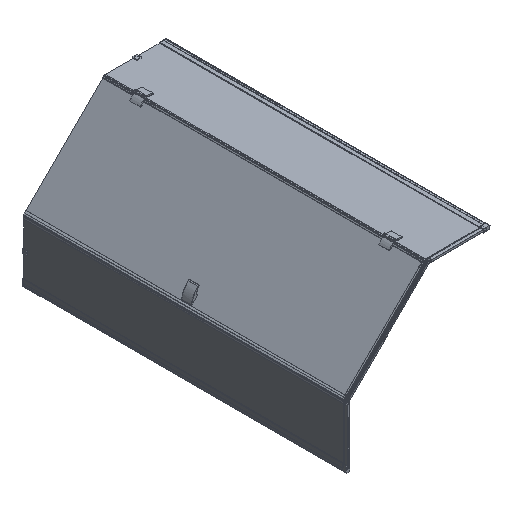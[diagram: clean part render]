
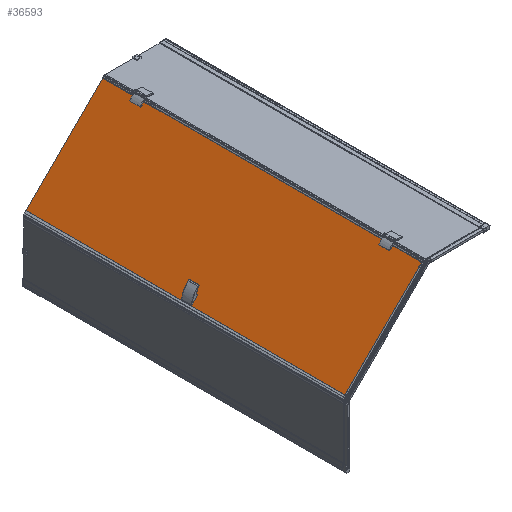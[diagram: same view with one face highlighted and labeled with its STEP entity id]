
A CAD part, isometric view. The second image highlights one B-rep face of the part: STEP entity #36593.
In plain terms, the highlighted face is planar.
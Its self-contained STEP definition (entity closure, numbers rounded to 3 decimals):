
#36030=DIRECTION('',(0.,-1.,0.));
#36031=VECTOR('',#36030,1932.);
#36032=CARTESIAN_POINT('',(-337.5,966.,6.));
#36033=LINE('',#36032,#36031);
#36037=DIRECTION('',(-1.,0.,0.));
#36038=VECTOR('',#36037,675.);
#36039=CARTESIAN_POINT('',(337.5,966.,6.));
#36040=LINE('',#36039,#36038);
#36044=DIRECTION('',(0.,1.,0.));
#36045=VECTOR('',#36044,1932.);
#36046=CARTESIAN_POINT('',(337.5,-966.,6.));
#36047=LINE('',#36046,#36045);
#36051=DIRECTION('',(1.,0.,0.));
#36052=VECTOR('',#36051,675.);
#36053=CARTESIAN_POINT('',(-337.5,-966.,6.));
#36054=LINE('',#36053,#36052);
#36058=CARTESIAN_POINT('',(313.5,766.,6.));
#36059=DIRECTION('',(0.,0.,1.));
#36060=DIRECTION('',(1.,0.,0.));
#36061=AXIS2_PLACEMENT_3D('',#36058,#36059,#36060);
#36066=CARTESIAN_POINT('',(313.5,766.,6.));
#36067=DIRECTION('',(0.,0.,1.));
#36068=DIRECTION('',(-1.,0.,0.));
#36069=AXIS2_PLACEMENT_3D('',#36066,#36067,#36068);
#36074=CARTESIAN_POINT('',(313.5,734.,6.));
#36075=DIRECTION('',(0.,0.,1.));
#36076=DIRECTION('',(1.,0.,0.));
#36077=AXIS2_PLACEMENT_3D('',#36074,#36075,#36076);
#36082=CARTESIAN_POINT('',(313.5,734.,6.));
#36083=DIRECTION('',(0.,0.,1.));
#36084=DIRECTION('',(-1.,0.,0.));
#36085=AXIS2_PLACEMENT_3D('',#36082,#36083,#36084);
#36090=CARTESIAN_POINT('',(313.5,-766.,6.));
#36091=DIRECTION('',(0.,0.,-1.));
#36092=DIRECTION('',(1.,0.,0.));
#36093=AXIS2_PLACEMENT_3D('',#36090,#36091,#36092);
#36098=CARTESIAN_POINT('',(313.5,-766.,6.));
#36099=DIRECTION('',(0.,0.,-1.));
#36100=DIRECTION('',(-1.,0.,0.));
#36101=AXIS2_PLACEMENT_3D('',#36098,#36099,#36100);
#36106=CARTESIAN_POINT('',(313.5,-734.,6.));
#36107=DIRECTION('',(0.,0.,-1.));
#36108=DIRECTION('',(1.,0.,0.));
#36109=AXIS2_PLACEMENT_3D('',#36106,#36107,#36108);
#36114=CARTESIAN_POINT('',(313.5,-734.,6.));
#36115=DIRECTION('',(0.,0.,-1.));
#36116=DIRECTION('',(-1.,0.,0.));
#36117=AXIS2_PLACEMENT_3D('',#36114,#36115,#36116);
#36122=CARTESIAN_POINT('',(-297.5,17.5,6.));
#36123=DIRECTION('',(0.,0.,1.));
#36124=DIRECTION('',(1.,0.,0.));
#36125=AXIS2_PLACEMENT_3D('',#36122,#36123,#36124);
#36130=CARTESIAN_POINT('',(-297.5,17.5,6.));
#36131=DIRECTION('',(0.,0.,1.));
#36132=DIRECTION('',(-1.,0.,0.));
#36133=AXIS2_PLACEMENT_3D('',#36130,#36131,#36132);
#36138=CARTESIAN_POINT('',(-297.5,-17.5,6.));
#36139=DIRECTION('',(0.,0.,1.));
#36140=DIRECTION('',(1.,0.,0.));
#36141=AXIS2_PLACEMENT_3D('',#36138,#36139,#36140);
#36146=CARTESIAN_POINT('',(-297.5,-17.5,6.));
#36147=DIRECTION('',(0.,0.,1.));
#36148=DIRECTION('',(-1.,0.,0.));
#36149=AXIS2_PLACEMENT_3D('',#36146,#36147,#36148);
#36366=CARTESIAN_POINT('',(-337.5,966.,6.));
#36367=CARTESIAN_POINT('',(-337.5,-966.,6.));
#36368=VERTEX_POINT('',#36366);
#36369=VERTEX_POINT('',#36367);
#36370=CARTESIAN_POINT('',(337.5,-966.,6.));
#36371=VERTEX_POINT('',#36370);
#36372=CARTESIAN_POINT('',(337.5,966.,6.));
#36373=VERTEX_POINT('',#36372);
#36382=CARTESIAN_POINT('',(320.5,766.,6.));
#36383=CARTESIAN_POINT('',(306.5,766.,6.));
#36384=VERTEX_POINT('',#36382);
#36385=VERTEX_POINT('',#36383);
#36390=CARTESIAN_POINT('',(320.5,734.,6.));
#36391=VERTEX_POINT('',#36390);
#36394=CARTESIAN_POINT('',(306.5,734.,6.));
#36395=VERTEX_POINT('',#36394);
#36402=CARTESIAN_POINT('',(320.5,-766.,6.));
#36403=VERTEX_POINT('',#36402);
#36406=CARTESIAN_POINT('',(306.5,-766.,6.));
#36407=VERTEX_POINT('',#36406);
#36414=CARTESIAN_POINT('',(320.5,-734.,6.));
#36415=VERTEX_POINT('',#36414);
#36418=CARTESIAN_POINT('',(306.5,-734.,6.));
#36419=VERTEX_POINT('',#36418);
#36430=CARTESIAN_POINT('',(-292.5,17.5,6.));
#36431=CARTESIAN_POINT('',(-302.5,17.5,6.));
#36432=VERTEX_POINT('',#36430);
#36433=VERTEX_POINT('',#36431);
#36434=CARTESIAN_POINT('',(-292.5,-17.5,6.));
#36435=CARTESIAN_POINT('',(-302.5,-17.5,6.));
#36436=VERTEX_POINT('',#36434);
#36437=VERTEX_POINT('',#36435);
#36546=CARTESIAN_POINT('',(0.,0.,6.));
#36547=DIRECTION('',(0.,0.,1.));
#36548=DIRECTION('',(1.,0.,0.));
#36549=AXIS2_PLACEMENT_3D('',#36546,#36547,#36548);
#36550=PLANE('',#36549);
#36551=ORIENTED_EDGE('',*,*,#36498,.F.);
#36552=ORIENTED_EDGE('',*,*,#36513,.F.);
#36553=ORIENTED_EDGE('',*,*,#36527,.F.);
#36554=ORIENTED_EDGE('',*,*,#36540,.F.);
#36555=EDGE_LOOP('',(#36551,#36552,#36553,#36554));
#36556=FACE_OUTER_BOUND('',#36555,.F.);
#36558=ORIENTED_EDGE('',*,*,#36557,.T.);
#36560=ORIENTED_EDGE('',*,*,#36559,.T.);
#36561=EDGE_LOOP('',(#36558,#36560));
#36562=FACE_BOUND('',#36561,.F.);
#36564=ORIENTED_EDGE('',*,*,#36563,.T.);
#36566=ORIENTED_EDGE('',*,*,#36565,.T.);
#36567=EDGE_LOOP('',(#36564,#36566));
#36568=FACE_BOUND('',#36567,.F.);
#36570=ORIENTED_EDGE('',*,*,#36569,.F.);
#36572=ORIENTED_EDGE('',*,*,#36571,.F.);
#36573=EDGE_LOOP('',(#36570,#36572));
#36574=FACE_BOUND('',#36573,.F.);
#36576=ORIENTED_EDGE('',*,*,#36575,.F.);
#36578=ORIENTED_EDGE('',*,*,#36577,.F.);
#36579=EDGE_LOOP('',(#36576,#36578));
#36580=FACE_BOUND('',#36579,.F.);
#36582=ORIENTED_EDGE('',*,*,#36581,.T.);
#36584=ORIENTED_EDGE('',*,*,#36583,.T.);
#36585=EDGE_LOOP('',(#36582,#36584));
#36586=FACE_BOUND('',#36585,.F.);
#36588=ORIENTED_EDGE('',*,*,#36587,.T.);
#36590=ORIENTED_EDGE('',*,*,#36589,.T.);
#36591=EDGE_LOOP('',(#36588,#36590));
#36592=FACE_BOUND('',#36591,.F.);
#36062=CIRCLE('',#36061,7.);
#36070=CIRCLE('',#36069,7.);
#36078=CIRCLE('',#36077,7.);
#36086=CIRCLE('',#36085,7.);
#36094=CIRCLE('',#36093,7.);
#36102=CIRCLE('',#36101,7.);
#36110=CIRCLE('',#36109,7.);
#36118=CIRCLE('',#36117,7.);
#36126=CIRCLE('',#36125,5.);
#36134=CIRCLE('',#36133,5.);
#36142=CIRCLE('',#36141,5.);
#36150=CIRCLE('',#36149,5.);
#36498=EDGE_CURVE('',#36368,#36369,#36033,.T.);
#36513=EDGE_CURVE('',#36373,#36368,#36040,.T.);
#36527=EDGE_CURVE('',#36371,#36373,#36047,.T.);
#36540=EDGE_CURVE('',#36369,#36371,#36054,.T.);
#36557=EDGE_CURVE('',#36384,#36385,#36062,.T.);
#36559=EDGE_CURVE('',#36385,#36384,#36070,.T.);
#36563=EDGE_CURVE('',#36391,#36395,#36078,.T.);
#36565=EDGE_CURVE('',#36395,#36391,#36086,.T.);
#36569=EDGE_CURVE('',#36403,#36407,#36094,.T.);
#36571=EDGE_CURVE('',#36407,#36403,#36102,.T.);
#36575=EDGE_CURVE('',#36415,#36419,#36110,.T.);
#36577=EDGE_CURVE('',#36419,#36415,#36118,.T.);
#36581=EDGE_CURVE('',#36432,#36433,#36126,.T.);
#36583=EDGE_CURVE('',#36433,#36432,#36134,.T.);
#36587=EDGE_CURVE('',#36436,#36437,#36142,.T.);
#36589=EDGE_CURVE('',#36437,#36436,#36150,.T.);
#36593=ADVANCED_FACE('',(#36556,#36562,#36568,#36574,#36580,#36586,#36592),
#36550,.T.);
